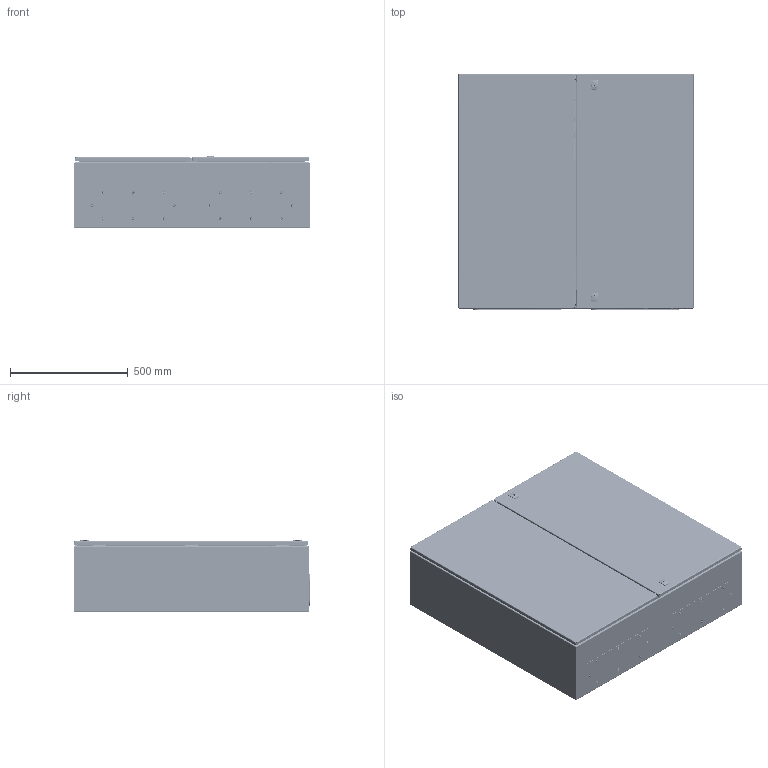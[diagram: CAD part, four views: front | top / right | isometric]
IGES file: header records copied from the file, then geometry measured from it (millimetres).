
Start section: SolidWorks IGES file using analytic representation for surfaces
Global section: file name: AT-1090.IGS; native system: SolidWorks 2010; preprocessor: SolidWorks 2010; author: Röckemann; date: 110923.084634; units: millimetre
Bounding box: 1000 x 1006.97 x 307.49 mm (x, y, z)
Surface area: 9360811.5 mm2 (no closed solid volume)
Topology: 0 solids, 0 shells, 4306 faces, 60701 edges, 60662 vertices
Faces by surface type: bspline 2351, revolution 1955
